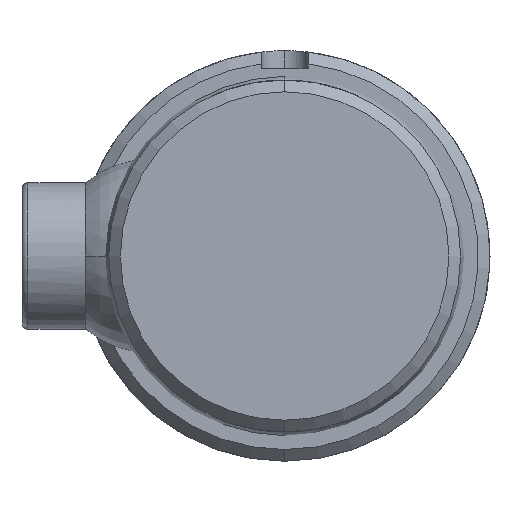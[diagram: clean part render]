
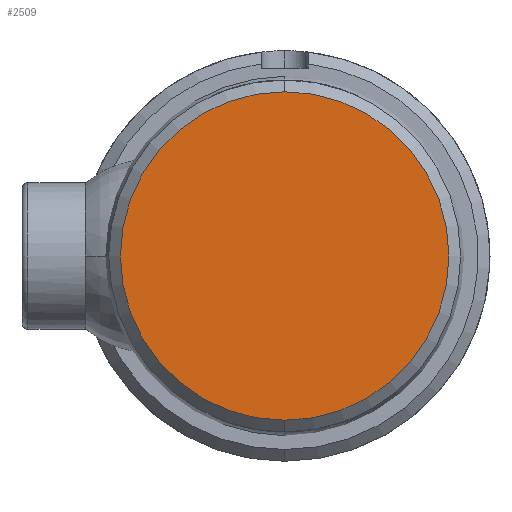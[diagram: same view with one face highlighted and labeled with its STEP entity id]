
A CAD part, left-side view. The second image highlights one B-rep face of the part: STEP entity #2509.
In plain terms, the highlighted planar face has unit normal (-1, 0, 0).
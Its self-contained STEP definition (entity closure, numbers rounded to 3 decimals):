
#10 = EDGE_LOOP ( 'NONE', ( #77, #1688 ) ) ;
#55 = DIRECTION ( 'NONE',  ( -1., 0., 0. ) ) ;
#77 = ORIENTED_EDGE ( 'NONE', *, *, #2428, .T. ) ;
#367 = CARTESIAN_POINT ( 'NONE',  ( 0., 0., 0. ) ) ;
#456 = AXIS2_PLACEMENT_3D ( 'NONE', #2512, #55, #1319 ) ;
#521 = AXIS2_PLACEMENT_3D ( 'NONE', #1466, #1122, #747 ) ;
#545 = AXIS2_PLACEMENT_3D ( 'NONE', #367, #2452, #646 ) ;
#594 = FACE_OUTER_BOUND ( 'NONE', #10, .T. ) ;
#646 = DIRECTION ( 'NONE',  ( 0., 0., -1. ) ) ;
#747 = DIRECTION ( 'NONE',  ( 0., 0., -1. ) ) ;
#1053 = CARTESIAN_POINT ( 'NONE',  ( 0., 0., 28. ) ) ;
#1074 = VERTEX_POINT ( 'NONE', #1511 ) ;
#1122 = DIRECTION ( 'NONE',  ( 1., 0., 0. ) ) ;
#1319 = DIRECTION ( 'NONE',  ( 0., 0., -1. ) ) ;
#1400 = EDGE_CURVE ( 'NONE', #2213, #1074, #1562, .T. ) ;
#1466 = CARTESIAN_POINT ( 'NONE',  ( 0., 0., 0. ) ) ;
#1511 = CARTESIAN_POINT ( 'NONE',  ( 0., 0., -28. ) ) ;
#1562 = CIRCLE ( 'NONE', #545, 28. ) ;
#1688 = ORIENTED_EDGE ( 'NONE', *, *, #1400, .T. ) ;
#1864 = CIRCLE ( 'NONE', #456, 28. ) ;
#2213 = VERTEX_POINT ( 'NONE', #1053 ) ;
#2428 = EDGE_CURVE ( 'NONE', #1074, #2213, #1864, .T. ) ;
#2452 = DIRECTION ( 'NONE',  ( -1., 0., 0. ) ) ;
#2481 = PLANE ( 'NONE',  #521 ) ;
#2509 = ADVANCED_FACE ( 'NONE', ( #594 ), #2481, .F. ) ;
#2512 = CARTESIAN_POINT ( 'NONE',  ( 0., 0., 0. ) ) ;
